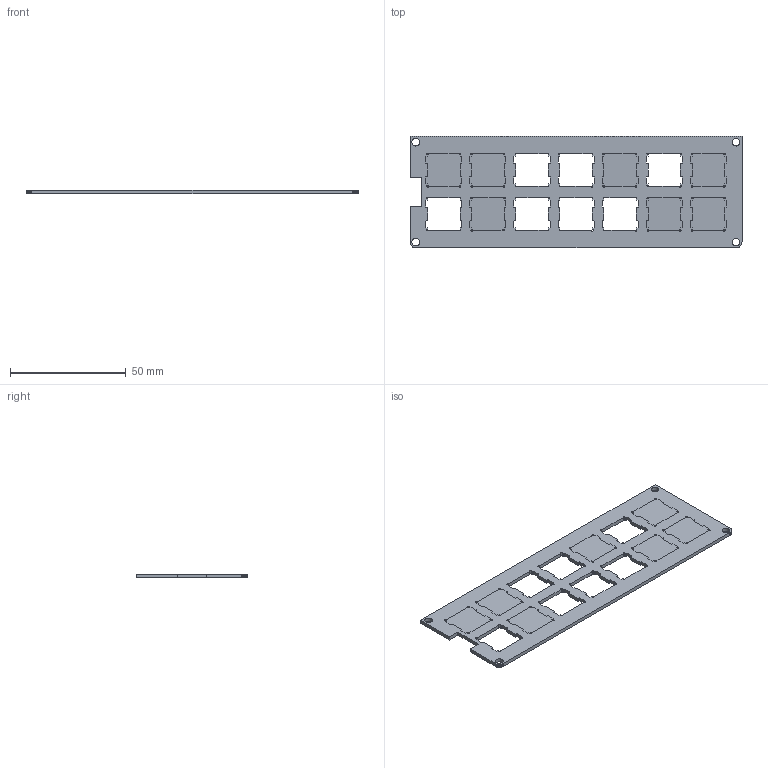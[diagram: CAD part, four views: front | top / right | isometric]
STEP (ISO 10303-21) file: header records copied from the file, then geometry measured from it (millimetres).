
FILE_DESCRIPTION(('KiCad electronic assembly'),'2;1');
FILE_NAME('kicadBoard.step','2022-11-20T09:33:47',('Pcbnew'),('Kicad'), 'Open CASCADE STEP processor 7.6','KiCad to STEP converter','Unknown' );
FILE_SCHEMA(('AUTOMOTIVE_DESIGN { 1 0 10303 214 1 1 1 1 }'));
Length unit declared in the file: millimetre
Products named in the file (2): kicadBoard 1; kicadBoard PCB
Assembly tree (1 placements, depth 2):
  kicadBoard 1
    kicadBoard PCB
Bounding box: 143.47 x 48.24 x 1.6 mm (x, y, z)
Volume: 8570 mm3; surface area: 12236.2 mm2
Topology: 1 solids, 1 shells, 361 faces, 1427 edges, 1026 vertices
Faces by surface type: plane 238, cylinder 123
Full cylindrical faces by diameter (mm): 3.302 x4
Entity records: 34381 total; most frequent: CARTESIAN_POINT 7356, DIRECTION 4797, LINE 3579, VECTOR 3579, ORIENTED_EDGE 2854, PCURVE 2854, DEFINITIONAL_REPRESENTATION 2854, EDGE_CURVE 1427
